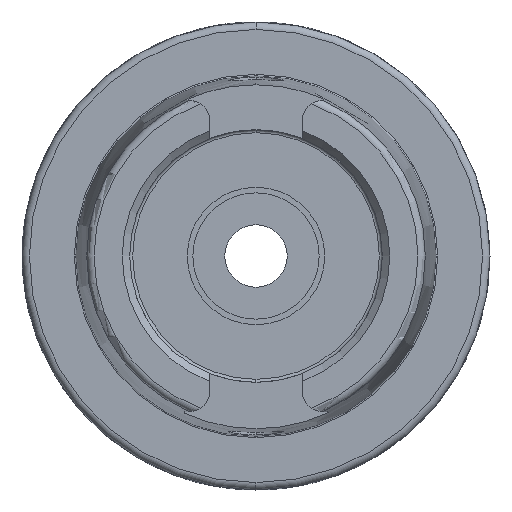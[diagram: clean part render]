
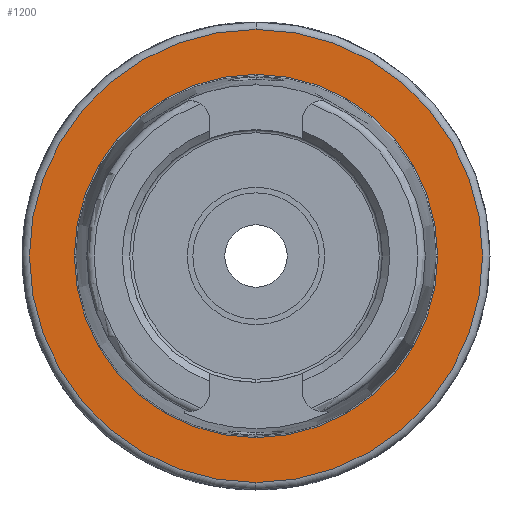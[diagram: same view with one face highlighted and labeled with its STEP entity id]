
A CAD part, left-side view. The second image highlights one B-rep face of the part: STEP entity #1200.
In plain terms, the highlighted planar face has unit normal (-1, 0, 0).
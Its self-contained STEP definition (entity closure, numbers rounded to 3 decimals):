
#11 = DIRECTION ( 'NONE',  ( -1., 0., 0. ) ) ;
#268 = FACE_BOUND ( 'NONE', #4076, .T. ) ;
#363 = CARTESIAN_POINT ( 'NONE',  ( 32., 0., -30.5 ) ) ;
#549 = DIRECTION ( 'NONE',  ( 0., 0., -1. ) ) ;
#601 = CARTESIAN_POINT ( 'NONE',  ( 32., 0., 0. ) ) ;
#608 = VERTEX_POINT ( 'NONE', #2297 ) ;
#642 = DIRECTION ( 'NONE',  ( 1., 0., 0. ) ) ;
#695 = ORIENTED_EDGE ( 'NONE', *, *, #4641, .T. ) ;
#778 = DIRECTION ( 'NONE',  ( -1., 0., 0. ) ) ;
#932 = AXIS2_PLACEMENT_3D ( 'NONE', #2962, #778, #3335 ) ;
#942 = PLANE ( 'NONE',  #1864 ) ;
#975 = DIRECTION ( 'NONE',  ( 0., 0., 1. ) ) ;
#1038 = AXIS2_PLACEMENT_3D ( 'NONE', #2197, #11, #2569 ) ;
#1200 = ADVANCED_FACE ( 'NONE', ( #268, #2206 ), #942, .F. ) ;
#1214 = CIRCLE ( 'NONE', #2664, 24.45 ) ;
#1423 = VERTEX_POINT ( 'NONE', #2326 ) ;
#1435 = CIRCLE ( 'NONE', #1038, 24.45 ) ;
#1575 = VERTEX_POINT ( 'NONE', #363 ) ;
#1864 = AXIS2_PLACEMENT_3D ( 'NONE', #1967, #642, #549 ) ;
#1967 = CARTESIAN_POINT ( 'NONE',  ( 32., 24.45, 0. ) ) ;
#2117 = CIRCLE ( 'NONE', #3416, 30.5 ) ;
#2168 = CARTESIAN_POINT ( 'NONE',  ( 32., 0., -24.45 ) ) ;
#2186 = EDGE_LOOP ( 'NONE', ( #2729, #695 ) ) ;
#2197 = CARTESIAN_POINT ( 'NONE',  ( 32., 0., 0. ) ) ;
#2206 = FACE_OUTER_BOUND ( 'NONE', #2186, .T. ) ;
#2297 = CARTESIAN_POINT ( 'NONE',  ( 32., 0., 30.5 ) ) ;
#2326 = CARTESIAN_POINT ( 'NONE',  ( 32., 0., 24.45 ) ) ;
#2569 = DIRECTION ( 'NONE',  ( 0., 0., 1. ) ) ;
#2664 = AXIS2_PLACEMENT_3D ( 'NONE', #3150, #3153, #3161 ) ;
#2723 = ORIENTED_EDGE ( 'NONE', *, *, #2806, .F. ) ;
#2729 = ORIENTED_EDGE ( 'NONE', *, *, #3896, .T. ) ;
#2806 = EDGE_CURVE ( 'NONE', #4451, #1423, #1214, .T. ) ;
#2962 = CARTESIAN_POINT ( 'NONE',  ( 32., 0., 0. ) ) ;
#3150 = CARTESIAN_POINT ( 'NONE',  ( 32., 0., 0. ) ) ;
#3153 = DIRECTION ( 'NONE',  ( -1., 0., 0. ) ) ;
#3161 = DIRECTION ( 'NONE',  ( 0., 0., 1. ) ) ;
#3170 = DIRECTION ( 'NONE',  ( -1., 0., 0. ) ) ;
#3335 = DIRECTION ( 'NONE',  ( 0., 0., 1. ) ) ;
#3416 = AXIS2_PLACEMENT_3D ( 'NONE', #601, #3170, #975 ) ;
#3535 = EDGE_CURVE ( 'NONE', #1423, #4451, #1435, .T. ) ;
#3896 = EDGE_CURVE ( 'NONE', #608, #1575, #2117, .T. ) ;
#4076 = EDGE_LOOP ( 'NONE', ( #4248, #2723 ) ) ;
#4248 = ORIENTED_EDGE ( 'NONE', *, *, #3535, .F. ) ;
#4333 = CIRCLE ( 'NONE', #932, 30.5 ) ;
#4451 = VERTEX_POINT ( 'NONE', #2168 ) ;
#4641 = EDGE_CURVE ( 'NONE', #1575, #608, #4333, .T. ) ;
